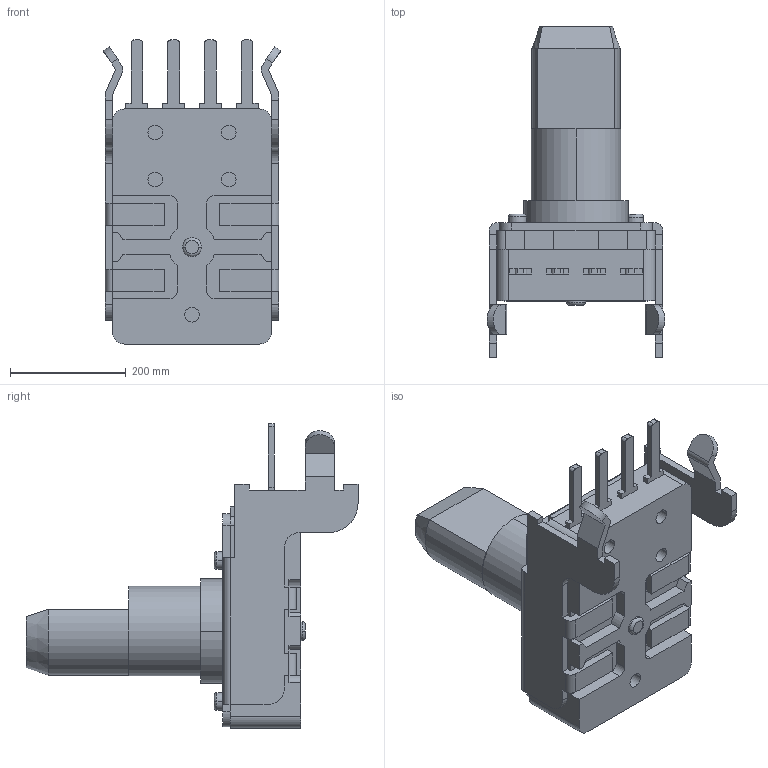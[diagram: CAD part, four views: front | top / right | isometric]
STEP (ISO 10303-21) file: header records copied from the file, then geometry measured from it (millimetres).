
FILE_DESCRIPTION((''),'2;1');
FILE_NAME('PTV111-2420A','2014-07-16T',('Administrator'),(''),'PRO/ENGINEER BY PARAMETRIC TECHNOLOGY CORPORATION, 2001280','PRO/ENGINEER BY PARAMETRIC TECHNOLOGY CORPORATION, 2001280','');
FILE_SCHEMA(('CONFIG_CONTROL_DESIGN'));
Length unit declared in the file: inch
Products named in the file (1): PTV111-2420A
Bounding box: 307.31 x 574.04 x 525.78 mm (x, y, z)
Volume: 21171210.4 mm3; surface area: 742930.6 mm2
Topology: 1 solids, 3 shells, 247 faces, 660 edges, 434 vertices
Faces by surface type: plane 173, cylinder 67, torus 6, cone 1
Entity records: 7702 total; most frequent: CARTESIAN_POINT 1350, ORIENTED_EDGE 1320, DIRECTION 1303, EDGE_CURVE 660, VECTOR 507, LINE 507, VERTEX_POINT 434, AXIS2_PLACEMENT_3D 398
